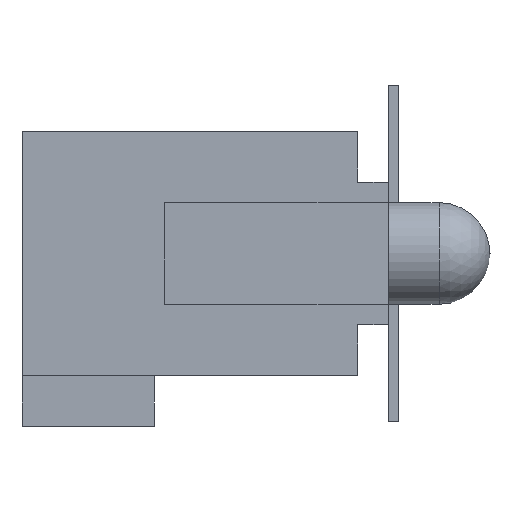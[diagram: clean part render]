
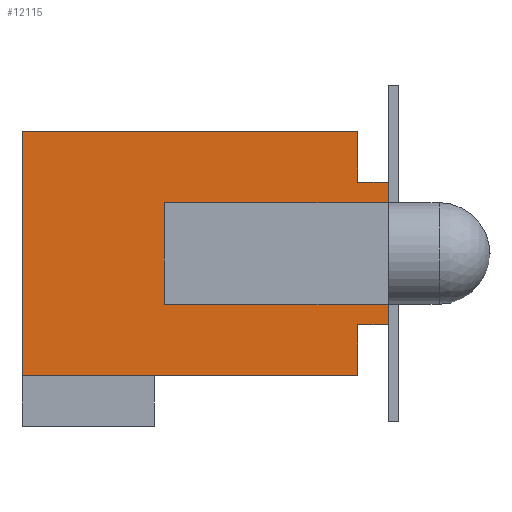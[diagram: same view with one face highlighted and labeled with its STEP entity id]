
A CAD part, left-side view. The second image highlights one B-rep face of the part: STEP entity #12115.
In plain terms, the highlighted planar face has unit normal (-1, 0, 0).
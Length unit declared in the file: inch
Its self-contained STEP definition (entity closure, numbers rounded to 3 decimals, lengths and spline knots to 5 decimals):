
#495=ORIENTED_EDGE('',*,*,#3797,.T.);
#496=ORIENTED_EDGE('',*,*,#3982,.F.);
#497=ORIENTED_EDGE('',*,*,#3991,.T.);
#498=ORIENTED_EDGE('',*,*,#3992,.T.);
#499=ORIENTED_EDGE('',*,*,#3993,.F.);
#500=ORIENTED_EDGE('',*,*,#3994,.F.);
#501=ORIENTED_EDGE('',*,*,#3995,.T.);
#502=ORIENTED_EDGE('',*,*,#3943,.T.);
#503=ORIENTED_EDGE('',*,*,#3801,.T.);
#504=ORIENTED_EDGE('',*,*,#3996,.T.);
#505=ORIENTED_EDGE('',*,*,#3997,.F.);
#506=ORIENTED_EDGE('',*,*,#3998,.F.);
#3797=EDGE_CURVE('',#5564,#5563,#6699,.T.);
#3801=EDGE_CURVE('',#5568,#5567,#6702,.T.);
#3943=EDGE_CURVE('',#5689,#5568,#6843,.T.);
#3982=EDGE_CURVE('',#5716,#5563,#6882,.T.);
#3991=EDGE_CURVE('',#5716,#5723,#6891,.T.);
#3992=EDGE_CURVE('',#5723,#5724,#6892,.T.);
#3993=EDGE_CURVE('',#5725,#5724,#6893,.T.);
#3994=EDGE_CURVE('',#5726,#5725,#6894,.T.);
#3995=EDGE_CURVE('',#5726,#5689,#6895,.T.);
#3996=EDGE_CURVE('',#5567,#5727,#6896,.T.);
#3997=EDGE_CURVE('',#5728,#5727,#6897,.T.);
#3998=EDGE_CURVE('',#5564,#5728,#6898,.T.);
#5563=VERTEX_POINT('',#17007);
#5564=VERTEX_POINT('',#17009);
#5567=VERTEX_POINT('',#17015);
#5568=VERTEX_POINT('',#17017);
#5689=VERTEX_POINT('',#17297);
#5716=VERTEX_POINT('',#17377);
#5723=VERTEX_POINT('',#17396);
#5724=VERTEX_POINT('',#17398);
#5725=VERTEX_POINT('',#17400);
#5726=VERTEX_POINT('',#17402);
#5727=VERTEX_POINT('',#17405);
#5728=VERTEX_POINT('',#17407);
#6699=LINE('',#17008,#8337);
#6702=LINE('',#17016,#8340);
#6843=LINE('',#17300,#8481);
#6882=LINE('',#17378,#8520);
#6891=LINE('',#17395,#8529);
#6892=LINE('',#17397,#8530);
#6893=LINE('',#17399,#8531);
#6894=LINE('',#17401,#8532);
#6895=LINE('',#17403,#8533);
#6896=LINE('',#17404,#8534);
#6897=LINE('',#17406,#8535);
#6898=LINE('',#17408,#8536);
#8337=VECTOR('',#13675,39.37008);
#8340=VECTOR('',#13680,39.37008);
#8481=VECTOR('',#13861,39.37008);
#8520=VECTOR('',#13926,39.37008);
#8529=VECTOR('',#13939,39.37008);
#8530=VECTOR('',#13940,39.37008);
#8531=VECTOR('',#13941,39.37008);
#8532=VECTOR('',#13942,39.37008);
#8533=VECTOR('',#13943,39.37008);
#8534=VECTOR('',#13944,39.37008);
#8535=VECTOR('',#13945,39.37008);
#8536=VECTOR('',#13946,39.37008);
#9967=EDGE_LOOP('',(#495,#496,#497,#498,#499,#500,#501,#502,#503,#504,#505,
#506));
#10725=FACE_BOUND('',#9967,.T.);
#11483=PLANE('',#12839);
#12115=ADVANCED_FACE('',(#10725),#11483,.T.);
#12839=AXIS2_PLACEMENT_3D('',#17394,#13937,#13938);
#13675=DIRECTION('',(0.,0.,1.));
#13680=DIRECTION('',(0.,0.,1.));
#13861=DIRECTION('',(0.,-1.,0.));
#13926=DIRECTION('',(0.,-1.,0.));
#13937=DIRECTION('',(-1.,0.,0.));
#13938=DIRECTION('',(0.,0.,1.));
#13939=DIRECTION('',(0.,0.,1.));
#13940=DIRECTION('',(0.,1.,0.));
#13941=DIRECTION('',(0.,0.,1.));
#13942=DIRECTION('',(0.,1.,0.));
#13943=DIRECTION('',(0.,0.,1.));
#13944=DIRECTION('',(0.,1.,0.));
#13945=DIRECTION('',(0.,0.,-1.));
#13946=DIRECTION('',(0.,1.,0.));
#17007=CARTESIAN_POINT('',(-0.3825,0.,0.035));
#17008=CARTESIAN_POINT('',(-0.3825,0.,0.025));
#17009=CARTESIAN_POINT('',(-0.3825,0.,0.025));
#17015=CARTESIAN_POINT('',(-0.3825,0.,-0.025));
#17016=CARTESIAN_POINT('',(-0.3825,0.,-0.06));
#17017=CARTESIAN_POINT('',(-0.3825,0.,-0.035));
#17297=CARTESIAN_POINT('',(-0.3825,0.015,-0.035));
#17300=CARTESIAN_POINT('',(-0.3825,0.015,-0.035));
#17377=CARTESIAN_POINT('',(-0.3825,0.015,0.035));
#17378=CARTESIAN_POINT('',(-0.3825,0.015,0.035));
#17394=CARTESIAN_POINT('',(-0.3825,0.,-0.06));
#17395=CARTESIAN_POINT('',(-0.3825,0.015,0.035));
#17396=CARTESIAN_POINT('',(-0.3825,0.015,0.06));
#17397=CARTESIAN_POINT('',(-0.3825,0.,0.06));
#17398=CARTESIAN_POINT('',(-0.3825,0.18,0.06));
#17399=CARTESIAN_POINT('',(-0.3825,0.18,-0.06));
#17400=CARTESIAN_POINT('',(-0.3825,0.18,-0.06));
#17401=CARTESIAN_POINT('',(-0.3825,0.,-0.06));
#17402=CARTESIAN_POINT('',(-0.3825,0.015,-0.06));
#17403=CARTESIAN_POINT('',(-0.3825,0.015,-0.06));
#17404=CARTESIAN_POINT('',(-0.3825,0.,-0.025));
#17405=CARTESIAN_POINT('',(-0.3825,0.11,-0.025));
#17406=CARTESIAN_POINT('',(-0.3825,0.11,0.12));
#17407=CARTESIAN_POINT('',(-0.3825,0.11,0.025));
#17408=CARTESIAN_POINT('',(-0.3825,0.,0.025));
